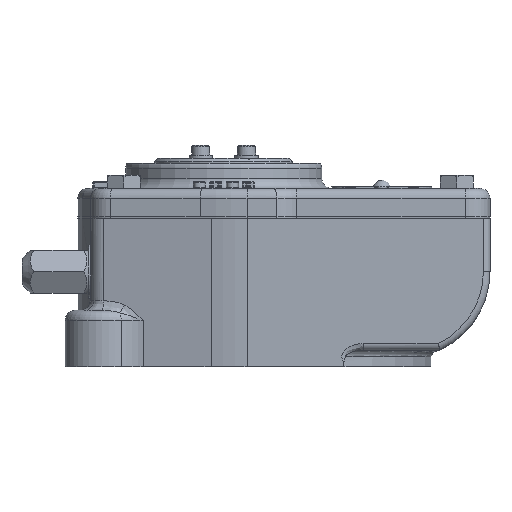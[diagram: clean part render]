
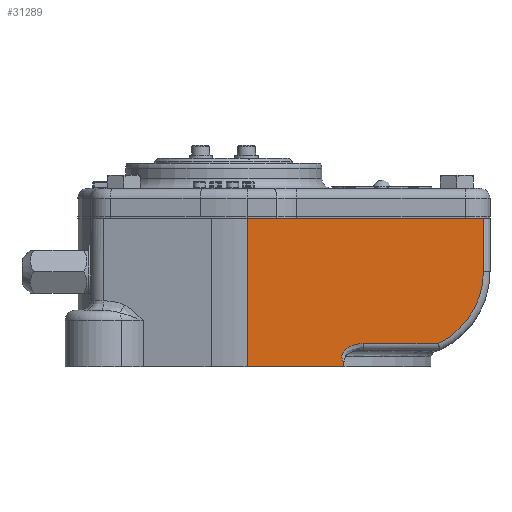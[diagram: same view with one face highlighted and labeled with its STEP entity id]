
A CAD part, left-side view. The second image highlights one B-rep face of the part: STEP entity #31289.
In plain terms, the highlighted planar face has unit normal (-1, 0, 0).
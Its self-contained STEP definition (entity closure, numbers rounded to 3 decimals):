
#830=B_SPLINE_CURVE_WITH_KNOTS('',3,(#43929,#43930,#43931,#43932,#43933,
#43934,#43935,#43936,#43937),.UNSPECIFIED.,.F.,.F.,(4,1,1,1,1,1,4),(0.,
0.001,0.003,0.004,0.005,
0.008,0.01),.UNSPECIFIED.);
#1796=LINE('',#43926,#4667);
#1797=LINE('',#43939,#4668);
#1798=LINE('',#43943,#4669);
#1799=LINE('',#43945,#4670);
#1800=LINE('',#43947,#4671);
#1801=LINE('',#43949,#4672);
#4667=VECTOR('',#35886,1000.);
#4668=VECTOR('',#35887,1000.);
#4669=VECTOR('',#35890,1000.);
#4670=VECTOR('',#35891,1000.);
#4671=VECTOR('',#35892,1000.);
#4672=VECTOR('',#35893,1000.);
#7538=PLANE('',#33294);
#8694=ORIENTED_EDGE('',*,*,#18112,.T.);
#8695=ORIENTED_EDGE('',*,*,#18113,.T.);
#8696=ORIENTED_EDGE('',*,*,#18114,.T.);
#8697=ORIENTED_EDGE('',*,*,#18115,.T.);
#8698=ORIENTED_EDGE('',*,*,#18116,.T.);
#8699=ORIENTED_EDGE('',*,*,#18117,.T.);
#8700=ORIENTED_EDGE('',*,*,#18118,.T.);
#8701=ORIENTED_EDGE('',*,*,#18119,.T.);
#18112=EDGE_CURVE('',#22821,#22822,#1796,.F.);
#18113=EDGE_CURVE('',#22822,#22823,#830,.T.);
#18114=EDGE_CURVE('',#22823,#22824,#1797,.T.);
#18115=EDGE_CURVE('',#22824,#22825,#25820,.F.);
#18116=EDGE_CURVE('',#22825,#22826,#1798,.F.);
#18117=EDGE_CURVE('',#22826,#22827,#1799,.F.);
#18118=EDGE_CURVE('',#22827,#22828,#1800,.T.);
#18119=EDGE_CURVE('',#22828,#22821,#1801,.T.);
#22821=VERTEX_POINT('',#43927);
#22822=VERTEX_POINT('',#43928);
#22823=VERTEX_POINT('',#43938);
#22824=VERTEX_POINT('',#43940);
#22825=VERTEX_POINT('',#43942);
#22826=VERTEX_POINT('',#43944);
#22827=VERTEX_POINT('',#43946);
#22828=VERTEX_POINT('',#43948);
#25820=CIRCLE('',#33295,24.);
#26680=EDGE_LOOP('',(#8694,#8695,#8696,#8697,#8698,#8699,#8700,#8701));
#28966=FACE_BOUND('',#26680,.T.);
#31289=ADVANCED_FACE('',(#28966),#7538,.F.);
#33294=AXIS2_PLACEMENT_3D('',#43925,#35884,#35885);
#33295=AXIS2_PLACEMENT_3D('',#43941,#35888,#35889);
#35884=DIRECTION('',(1.,0.,0.));
#35885=DIRECTION('',(0.,0.,-1.));
#35886=DIRECTION('',(0.,0.,-1.));
#35887=DIRECTION('',(0.,-1.,0.));
#35888=DIRECTION('',(1.,0.,0.));
#35889=DIRECTION('',(0.,0.,-1.));
#35890=DIRECTION('',(0.,0.,-1.));
#35891=DIRECTION('',(0.,-1.,0.));
#35892=DIRECTION('',(0.,0.,-1.));
#35893=DIRECTION('',(0.,-1.,0.));
#43925=CARTESIAN_POINT('',(-51.,-7.,50.6));
#43926=CARTESIAN_POINT('',(-51.,-36.128,-57.));
#43927=CARTESIAN_POINT('',(-51.,-36.128,3.));
#43928=CARTESIAN_POINT('',(-51.,-36.128,4.301));
#43929=CARTESIAN_POINT('',(-51.,-36.128,4.301));
#43930=CARTESIAN_POINT('',(-51.,-35.863,4.636));
#43931=CARTESIAN_POINT('',(-51.,-35.446,5.4));
#43932=CARTESIAN_POINT('',(-51.,-35.48,6.719));
#43933=CARTESIAN_POINT('',(-51.,-36.154,7.84));
#43934=CARTESIAN_POINT('',(-51.,-37.446,8.947));
#43935=CARTESIAN_POINT('',(-51.,-39.419,9.778));
#43936=CARTESIAN_POINT('',(-51.,-41.095,10.));
#43937=CARTESIAN_POINT('',(-51.,-41.943,10.));
#43938=CARTESIAN_POINT('',(-51.,-41.943,10.));
#43939=CARTESIAN_POINT('',(-51.,-7.,10.));
#43940=CARTESIAN_POINT('',(-51.,-64.461,10.));
#43941=CARTESIAN_POINT('',(-51.,-54.,31.6));
#43942=CARTESIAN_POINT('',(-51.,-78.,31.6));
#43943=CARTESIAN_POINT('',(-51.,-78.,50.6));
#43944=CARTESIAN_POINT('',(-51.,-78.,47.6));
#43945=CARTESIAN_POINT('',(-51.,-7.,47.6));
#43946=CARTESIAN_POINT('',(-51.,-7.,47.6));
#43947=CARTESIAN_POINT('',(-51.,-7.,50.6));
#43948=CARTESIAN_POINT('',(-51.,-7.,3.));
#43949=CARTESIAN_POINT('',(-51.,-7.,3.));
